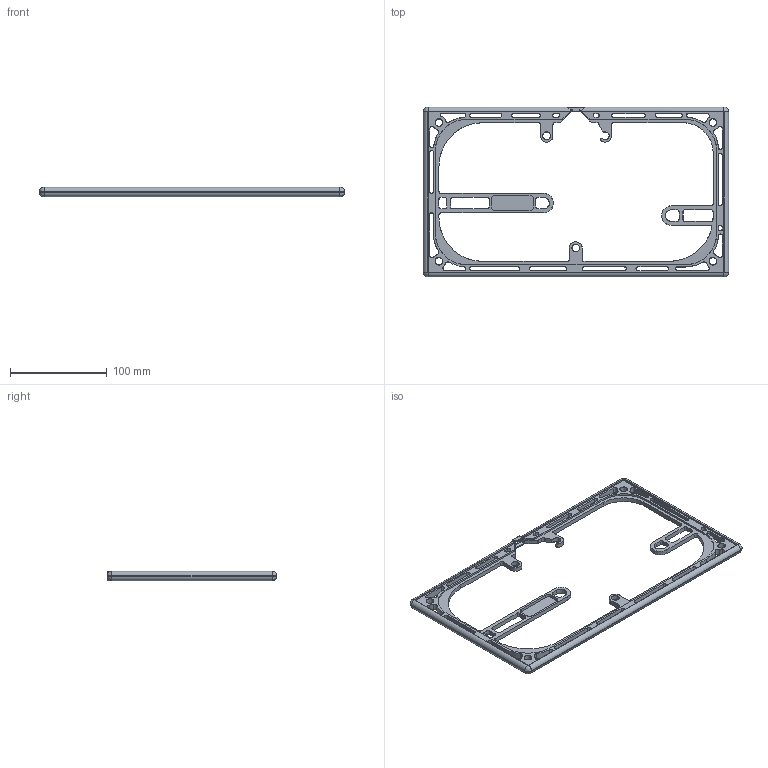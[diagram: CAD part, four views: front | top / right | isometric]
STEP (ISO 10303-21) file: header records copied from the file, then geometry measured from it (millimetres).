
FILE_DESCRIPTION(/* description */ (''),/* implementation_level */ '2;1');
FILE_NAME(/* name */ 'universal frame v1.1.step',/* time_stamp */ '2024-02-27T20:16:26-06:00',/* author */ (''),/* organization */ (''),/* preprocessor_version */ 'ST-DEVELOPER v20',/* originating_system */ 'Autodesk Translation Framework v12.20.1.177',/* authorisation */ '');
FILE_SCHEMA (('AUTOMOTIVE_DESIGN { 1 0 10303 214 3 1 1 }'));
Length unit declared in the file: millimetre
Products named in the file (2): latest hitbox design; frame
Assembly tree (1 placements, depth 2):
  latest hitbox design
    frame
Bounding box: 315 x 175.3 x 9.7 mm (x, y, z)
Volume: 94682.4 mm3; surface area: 59130.4 mm2
Topology: 1 solids, 1 shells, 526 faces, 1501 edges, 980 vertices
Faces by surface type: plane 206, bspline 169, cone 102, cylinder 45, torus 4
Entity records: 21566 total; most frequent: CARTESIAN_POINT 8693, ORIENTED_EDGE 2986, DIRECTION 2168, EDGE_CURVE 1493, VERTEX_POINT 980, LINE 792, VECTOR 792, AXIS2_PLACEMENT_3D 688
